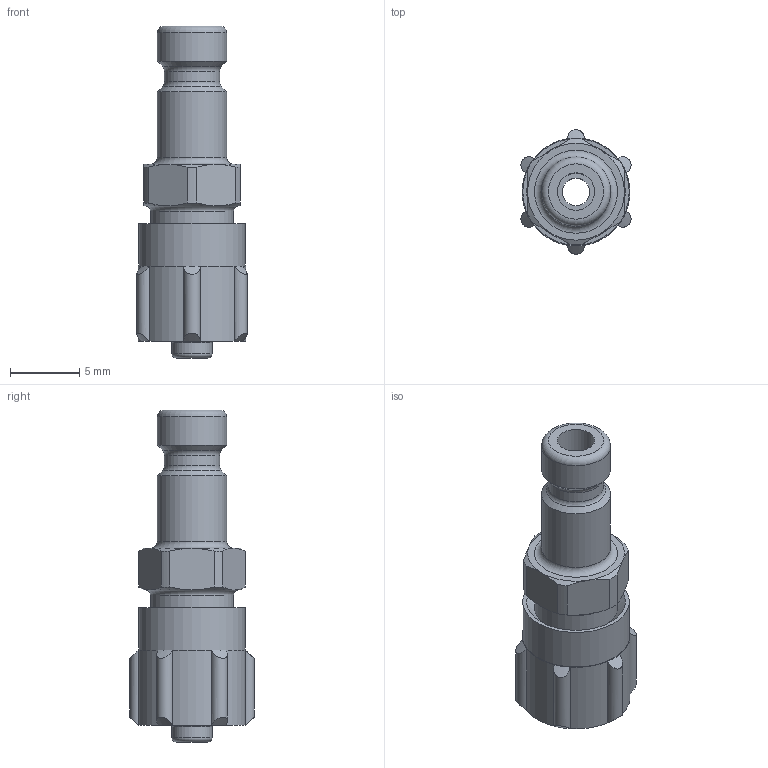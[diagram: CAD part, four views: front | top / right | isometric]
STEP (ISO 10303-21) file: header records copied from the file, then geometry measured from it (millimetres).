
FILE_DESCRIPTION(/* description */ ('STEP AP214'),/* implementation_level */ '2;1');
FILE_NAME(/* name */ '4091_KS2-CK-3',/* time_stamp */ '2024-08-21T13:23:10+02:00',/* author */ ('License CC BY-ND 4.0'),/* organization */ ('CADENAS'),/* preprocessor_version */ 'ST-DEVELOPER v19.3',/* originating_system */ 'PARTsolutions',/* authorisation */ ' ');
FILE_SCHEMA (('AUTOMOTIVE_DESIGN {1 0 10303 214 3 1 1}'));
Length unit declared in the file: millimetre
Products named in the file (1): 4091 KS2-CK-3
Bounding box: 7.96 x 9 x 24 mm (x, y, z)
Volume: 592.5 mm3; surface area: 949.4 mm2
Topology: 1 solids, 1 shells, 84 faces, 168 edges, 94 vertices
Faces by surface type: cylinder 30, cone 29, plane 16, torus 9
Full cylindrical faces by diameter (mm): 2 x1, 2.7 x1, 2.9 x1, 3.4 x1, 3.9 x1, 4 x1, 4.88 x1, 5 x2, 6 x2, 7.7 x1
Entity records: 2142 total; most frequent: CARTESIAN_POINT 489, DIRECTION 358, ORIENTED_EDGE 284, AXIS2_PLACEMENT_3D 167, EDGE_CURVE 142, EDGE_LOOP 120, FACE_BOUND 120, VERTEX_POINT 94
